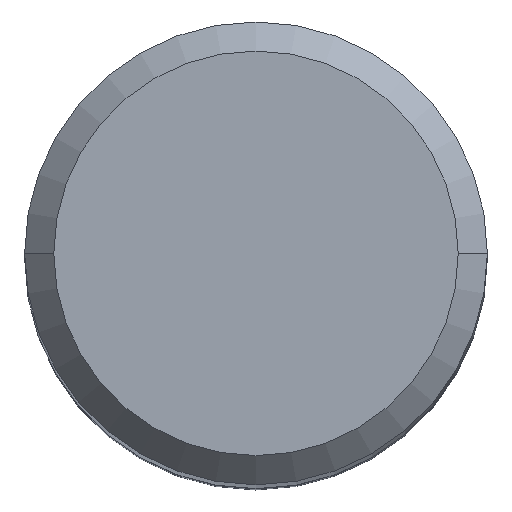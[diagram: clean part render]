
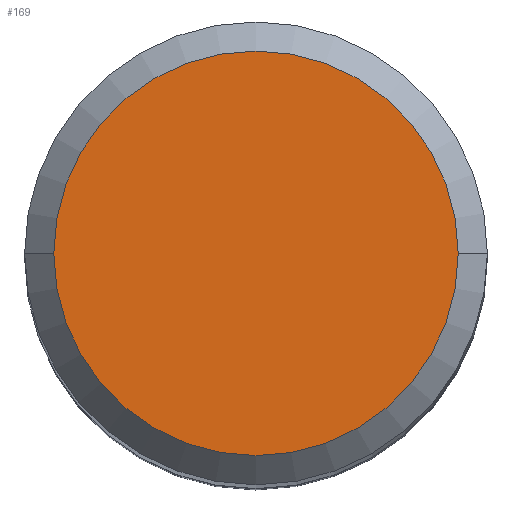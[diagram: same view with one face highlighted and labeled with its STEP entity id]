
A CAD part, top view. The second image highlights one B-rep face of the part: STEP entity #169.
In plain terms, the highlighted planar face has unit normal (0, 0, 1).
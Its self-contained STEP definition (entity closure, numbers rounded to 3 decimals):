
#45=PLANE('',#1737);
#169=ADVANCED_FACE('',(#288),#45,.T.);
#288=FACE_OUTER_BOUND('',#378,.T.);
#378=EDGE_LOOP('',(#654,#655,#656,#657));
#654=ORIENTED_EDGE('',*,*,#1031,.T.);
#655=ORIENTED_EDGE('',*,*,#1035,.T.);
#656=ORIENTED_EDGE('',*,*,#1034,.T.);
#657=ORIENTED_EDGE('',*,*,#1032,.T.);
#866=VERTEX_POINT('',#2911);
#867=VERTEX_POINT('',#2913);
#868=VERTEX_POINT('',#2915);
#869=VERTEX_POINT('',#2919);
#1031=EDGE_CURVE('',#867,#866,#1242,.T.);
#1032=EDGE_CURVE('',#868,#867,#1243,.T.);
#1034=EDGE_CURVE('',#869,#868,#1244,.T.);
#1035=EDGE_CURVE('',#866,#869,#1245,.T.);
#1242=CIRCLE('',#1731,8.325);
#1243=CIRCLE('',#1732,8.325);
#1244=CIRCLE('',#1734,8.325);
#1245=CIRCLE('',#1735,8.325);
#1731=AXIS2_PLACEMENT_3D('',#2912,#2176,#2177);
#1732=AXIS2_PLACEMENT_3D('',#2914,#2178,#2179);
#1734=AXIS2_PLACEMENT_3D('',#2918,#2183,#2184);
#1735=AXIS2_PLACEMENT_3D('',#2920,#2185,#2186);
#1737=AXIS2_PLACEMENT_3D('',#2922,#2189,#2190);
#2176=DIRECTION('',(0.,0.,1.));
#2177=DIRECTION('',(0.,-1.,0.));
#2178=DIRECTION('',(0.,0.,1.));
#2179=DIRECTION('',(-1.,0.,0.));
#2183=DIRECTION('',(0.,0.,1.));
#2184=DIRECTION('',(0.,1.,0.));
#2185=DIRECTION('',(0.,0.,1.));
#2186=DIRECTION('',(1.,0.,0.));
#2189=DIRECTION('',(0.,0.,1.));
#2190=DIRECTION('',(-1.,0.,0.));
#2911=CARTESIAN_POINT('',(8.325,0.,0.));
#2912=CARTESIAN_POINT('',(0.,0.,0.));
#2913=CARTESIAN_POINT('',(0.,-8.325,0.));
#2914=CARTESIAN_POINT('',(0.,0.,0.));
#2915=CARTESIAN_POINT('',(-8.325,0.,0.));
#2918=CARTESIAN_POINT('',(0.,0.,0.));
#2919=CARTESIAN_POINT('',(0.,8.325,0.));
#2920=CARTESIAN_POINT('',(0.,0.,0.));
#2922=CARTESIAN_POINT('',(0.,0.,0.));
